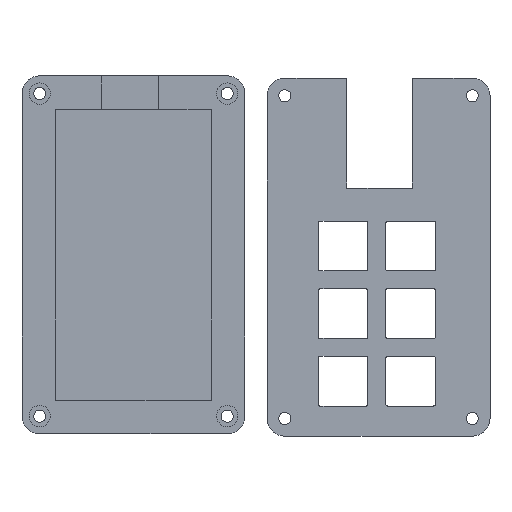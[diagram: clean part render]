
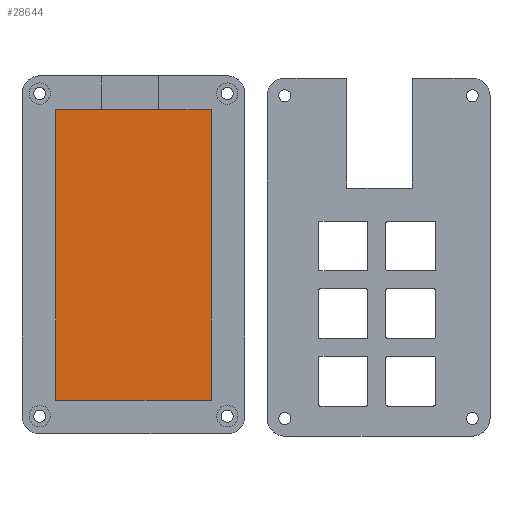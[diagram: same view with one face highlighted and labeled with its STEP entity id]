
A CAD part, top view. The second image highlights one B-rep face of the part: STEP entity #28644.
In plain terms, the highlighted planar face has unit normal (0, 0, 1).
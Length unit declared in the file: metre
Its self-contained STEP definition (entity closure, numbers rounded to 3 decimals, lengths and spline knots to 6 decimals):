
#3003=LINE('',#48316,#5179);
#3006=LINE('',#48322,#5182);
#3010=LINE('',#48330,#5186);
#3019=LINE('',#48348,#5195);
#5179=VECTOR('',#37684,1.);
#5182=VECTOR('',#37689,1.);
#5186=VECTOR('',#37695,1.);
#5195=VECTOR('',#37720,1.);
#11318=ORIENTED_EDGE('',*,*,#17884,.F.);
#11319=ORIENTED_EDGE('',*,*,#17881,.T.);
#11320=ORIENTED_EDGE('',*,*,#17897,.T.);
#11321=ORIENTED_EDGE('',*,*,#17888,.F.);
#17881=EDGE_CURVE('',#21568,#21569,#3003,.T.);
#17884=EDGE_CURVE('',#21568,#21570,#3006,.T.);
#17888=EDGE_CURVE('',#21570,#21573,#3010,.T.);
#17897=EDGE_CURVE('',#21569,#21573,#3019,.T.);
#21568=VERTEX_POINT('',#48317);
#21569=VERTEX_POINT('',#48318);
#21570=VERTEX_POINT('',#48323);
#21573=VERTEX_POINT('',#48331);
#25021=EDGE_LOOP('',(#11318,#11319,#11320,#11321));
#26669=FACE_BOUND('',#25021,.T.);
#27648=PLANE('',#31408);
#28644=ADVANCED_FACE('',(#26669),#27648,.T.);
#31408=AXIS2_PLACEMENT_3D('',#48349,#37721,#37722);
#37684=DIRECTION('',(1.,0.,0.));
#37689=DIRECTION('',(0.,1.,0.));
#37695=DIRECTION('',(1.,0.,0.));
#37720=DIRECTION('',(0.,1.,0.));
#37721=DIRECTION('',(0.,0.,1.));
#37722=DIRECTION('',(1.,0.,0.));
#48316=CARTESIAN_POINT('',(0.,-0.040982,0.003));
#48317=CARTESIAN_POINT('',(-0.021931,-0.040982,0.003));
#48318=CARTESIAN_POINT('',(0.021931,-0.040982,0.003));
#48322=CARTESIAN_POINT('',(-0.021931,0.,0.003));
#48323=CARTESIAN_POINT('',(-0.021931,0.040982,0.003));
#48330=CARTESIAN_POINT('',(0.,0.040982,0.003));
#48331=CARTESIAN_POINT('',(0.021931,0.040982,0.003));
#48348=CARTESIAN_POINT('',(0.021931,0.,0.003));
#48349=CARTESIAN_POINT('',(0.,0.,0.003));
